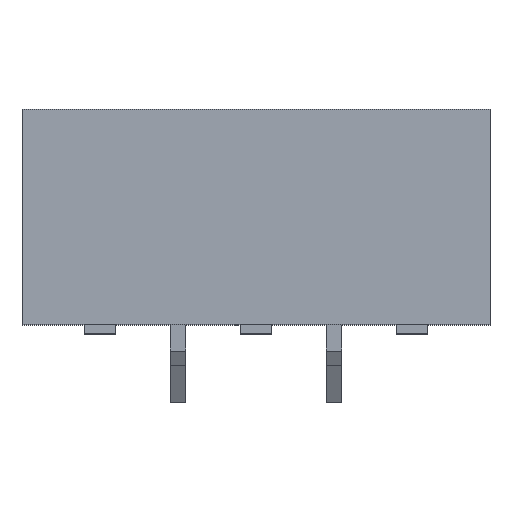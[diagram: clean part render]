
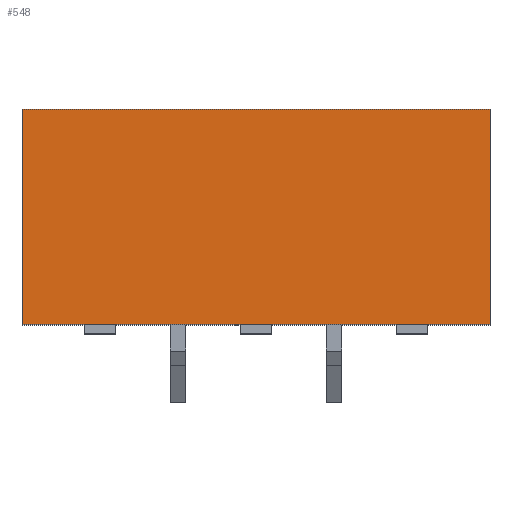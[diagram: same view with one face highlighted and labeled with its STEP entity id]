
A CAD part, top view. The second image highlights one B-rep face of the part: STEP entity #548.
In plain terms, the highlighted planar face has unit normal (0, 0, 1).
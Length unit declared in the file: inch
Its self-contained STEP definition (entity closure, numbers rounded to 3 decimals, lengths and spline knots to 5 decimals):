
#548 = ADVANCED_FACE( '', ( #1180 ), #1181, .F. );
#1180 = FACE_OUTER_BOUND( '', #1870, .T. );
#1181 = PLANE( '', #1871 );
#1870 = EDGE_LOOP( '', ( #3458, #3459, #3460, #3461 ) );
#1871 = AXIS2_PLACEMENT_3D( '', #3462, #3463, #3464 );
#3458 = ORIENTED_EDGE( '', *, *, #4775, .T. );
#3459 = ORIENTED_EDGE( '', *, *, #4709, .F. );
#3460 = ORIENTED_EDGE( '', *, *, #4705, .F. );
#3461 = ORIENTED_EDGE( '', *, *, #4319, .T. );
#3462 = CARTESIAN_POINT( '', ( -0.15, 0.138, 0.1 ) );
#3463 = DIRECTION( '', ( 0., 0., -1. ) );
#3464 = DIRECTION( '', ( -1., 0., 0. ) );
#4319 = EDGE_CURVE( '', #5260, #5258, #5261, .T. );
#4705 = EDGE_CURVE( '', #5260, #5854, #5855, .T. );
#4709 = EDGE_CURVE( '', #5854, #5859, #5860, .T. );
#4775 = EDGE_CURVE( '', #5258, #5859, #5947, .T. );
#5258 = VERTEX_POINT( '', #6585 );
#5260 = VERTEX_POINT( '', #6588 );
#5261 = LINE( '', #6589, #6590 );
#5854 = VERTEX_POINT( '', #7477 );
#5855 = LINE( '', #7478, #7479 );
#5859 = VERTEX_POINT( '', #7485 );
#5860 = LINE( '', #7486, #7487 );
#5947 = LINE( '', #7624, #7625 );
#6585 = CARTESIAN_POINT( '', ( -0.15, 0., 0.1 ) );
#6588 = CARTESIAN_POINT( '', ( -0.15, 0.138, 0.1 ) );
#6589 = CARTESIAN_POINT( '', ( -0.15, 0.138, 0.1 ) );
#6590 = VECTOR( '', #8045, 39.37008 );
#7477 = CARTESIAN_POINT( '', ( 0.15, 0.138, 0.1 ) );
#7478 = CARTESIAN_POINT( '', ( -0.15, 0.138, 0.1 ) );
#7479 = VECTOR( '', #8373, 39.37008 );
#7485 = CARTESIAN_POINT( '', ( 0.15, 0., 0.1 ) );
#7486 = CARTESIAN_POINT( '', ( 0.15, 0.138, 0.1 ) );
#7487 = VECTOR( '', #8376, 39.37008 );
#7624 = CARTESIAN_POINT( '', ( -0.15, 0., 0.1 ) );
#7625 = VECTOR( '', #8430, 39.37008 );
#8045 = DIRECTION( '', ( 0., -1., 0. ) );
#8373 = DIRECTION( '', ( 1., 0., 0. ) );
#8376 = DIRECTION( '', ( 0., -1., 0. ) );
#8430 = DIRECTION( '', ( 1., 0., 0. ) );
